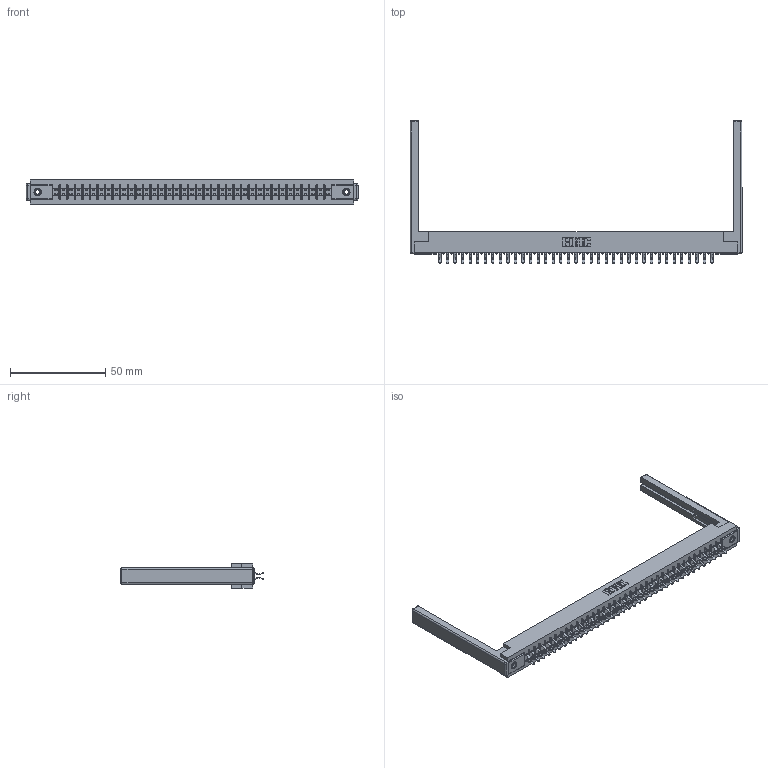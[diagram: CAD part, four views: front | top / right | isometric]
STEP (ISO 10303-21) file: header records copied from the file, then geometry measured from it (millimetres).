
FILE_DESCRIPTION (( 'STEP AP203' ), '1' );
FILE_NAME ('315-074-556-268.STEP', '2019-09-10T22:18:02', ( '' ), ( '' ), 'SwSTEP 2.0', 'SolidWorks 2016', '' );
FILE_SCHEMA (( 'CONFIG_CONTROL_DESIGN' ));
Length unit declared in the file: inch
Products named in the file (5): 305 Part_.156 Dia; 307-220-068; 315-074-556-268; 305-290-001_556; 345-250-001_345-250-001-102
Assembly tree (79 placements, depth 2):
  315-074-556-268
    305 Part_.156 Dia
    305-290-001_556  x74
    345-250-001_345-250-001-102  x2
    307-220-068  x2
Bounding box: 174.04 x 74.93 x 12.7 mm (x, y, z)
Volume: 22507.2 mm3; surface area: 26924.4 mm2
Topology: 79 solids, 79 shells, 4414 faces, 12657 edges, 8218 vertices
Faces by surface type: plane 2450, cylinder 1792, sphere 156, cone 12, torus 4
Entity records: 43651 total; most frequent: CARTESIAN_POINT 7198, ORIENTED_EDGE 7136, DIRECTION 6990, EDGE_CURVE 3568, VECTOR 2866, LINE 2866, VERTEX_POINT 2270, AXIS2_PLACEMENT_3D 2062
